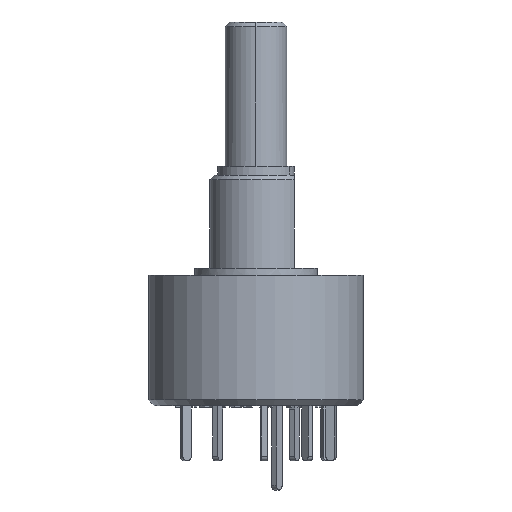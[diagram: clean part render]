
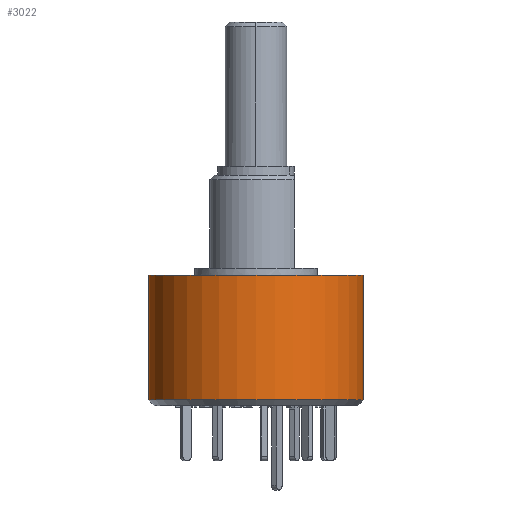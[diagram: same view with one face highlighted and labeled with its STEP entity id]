
A CAD part, left-side view. The second image highlights one B-rep face of the part: STEP entity #3022.
In plain terms, the highlighted cylindrical face has radius 7 mm (diameter 14 mm), a partial arc.
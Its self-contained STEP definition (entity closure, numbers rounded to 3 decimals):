
#818 = AXIS2_PLACEMENT_3D ( 'NONE', #9458, #10679, #5552 ) ;
#827 = DIRECTION ( 'NONE',  ( 0., 0., 1. ) ) ;
#1382 = VECTOR ( 'NONE', #6580, 1000. ) ;
#2028 = CARTESIAN_POINT ( 'NONE',  ( 0., -7., -8.574 ) ) ;
#2577 = ORIENTED_EDGE ( 'NONE', *, *, #12507, .F. ) ;
#3022 = ADVANCED_FACE ( 'NONE', ( #10777 ), #10395, .T. ) ;
#3075 = VERTEX_POINT ( 'NONE', #15686 ) ;
#3177 = VERTEX_POINT ( 'NONE', #12669 ) ;
#3364 = CIRCLE ( 'NONE', #7267, 7. ) ;
#4397 = ORIENTED_EDGE ( 'NONE', *, *, #9968, .T. ) ;
#4632 = ORIENTED_EDGE ( 'NONE', *, *, #15728, .F. ) ;
#5153 = DIRECTION ( 'NONE',  ( 0., 0., 1. ) ) ;
#5552 = DIRECTION ( 'NONE',  ( 0., 1., 0. ) ) ;
#6162 = DIRECTION ( 'NONE',  ( 0., 0., -1. ) ) ;
#6580 = DIRECTION ( 'NONE',  ( 0., 0., -1. ) ) ;
#6878 = LINE ( 'NONE', #9855, #9929 ) ;
#7183 = VERTEX_POINT ( 'NONE', #2028 ) ;
#7222 = VERTEX_POINT ( 'NONE', #10876 ) ;
#7267 = AXIS2_PLACEMENT_3D ( 'NONE', #8425, #827, #14463 ) ;
#7763 = CARTESIAN_POINT ( 'NONE',  ( 0., 7., -0.45 ) ) ;
#7869 = CIRCLE ( 'NONE', #11637, 7. ) ;
#8425 = CARTESIAN_POINT ( 'NONE',  ( 0., 0., -0.45 ) ) ;
#9458 = CARTESIAN_POINT ( 'NONE',  ( 0., 0., -0.45 ) ) ;
#9666 = LINE ( 'NONE', #7763, #1382 ) ;
#9855 = CARTESIAN_POINT ( 'NONE',  ( 0., -7., -0.45 ) ) ;
#9929 = VECTOR ( 'NONE', #6162, 1000. ) ;
#9968 = EDGE_CURVE ( 'NONE', #7222, #3177, #9666, .T. ) ;
#10031 = DIRECTION ( 'NONE',  ( 0., -1., 0. ) ) ;
#10395 = CYLINDRICAL_SURFACE ( 'NONE', #818, 7. ) ;
#10679 = DIRECTION ( 'NONE',  ( 0., 0., -1. ) ) ;
#10777 = FACE_OUTER_BOUND ( 'NONE', #15835, .T. ) ;
#10876 = CARTESIAN_POINT ( 'NONE',  ( 0., 7., -0.45 ) ) ;
#11637 = AXIS2_PLACEMENT_3D ( 'NONE', #12509, #5153, #10031 ) ;
#11918 = EDGE_CURVE ( 'NONE', #3177, #7183, #7869, .T. ) ;
#12507 = EDGE_CURVE ( 'NONE', #3075, #7183, #6878, .T. ) ;
#12509 = CARTESIAN_POINT ( 'NONE',  ( 0., 0., -8.574 ) ) ;
#12669 = CARTESIAN_POINT ( 'NONE',  ( 0., 7., -8.574 ) ) ;
#14463 = DIRECTION ( 'NONE',  ( 0., -1., 0. ) ) ;
#14823 = ORIENTED_EDGE ( 'NONE', *, *, #11918, .T. ) ;
#15686 = CARTESIAN_POINT ( 'NONE',  ( 0., -7., -0.45 ) ) ;
#15728 = EDGE_CURVE ( 'NONE', #7222, #3075, #3364, .T. ) ;
#15835 = EDGE_LOOP ( 'NONE', ( #2577, #4632, #4397, #14823 ) ) ;
